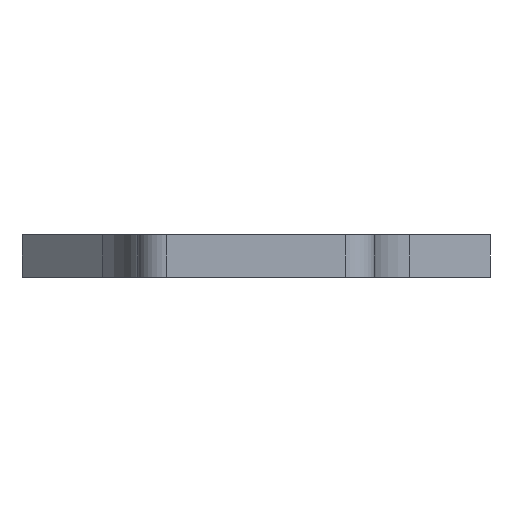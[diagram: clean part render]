
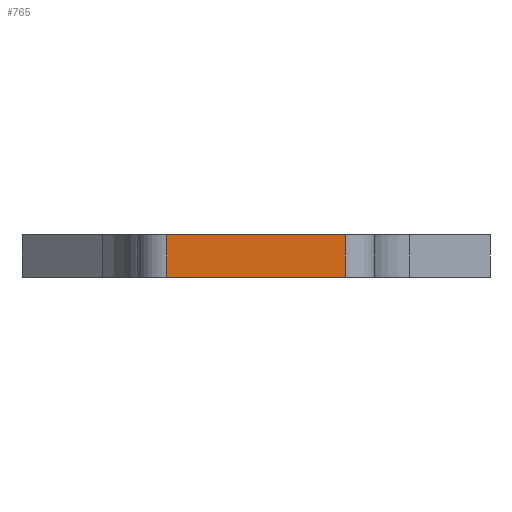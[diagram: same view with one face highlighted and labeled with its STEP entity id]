
A CAD part, front view. The second image highlights one B-rep face of the part: STEP entity #765.
In plain terms, the highlighted planar face has unit normal (0, -1, 0).
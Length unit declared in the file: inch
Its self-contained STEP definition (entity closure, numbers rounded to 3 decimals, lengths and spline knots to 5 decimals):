
#13 = FACE_OUTER_BOUND ( 'NONE', #631, .T. ) ;
#69 = LINE ( 'NONE', #407, #656 ) ;
#72 = ORIENTED_EDGE ( 'NONE', *, *, #378, .T. ) ;
#97 = LINE ( 'NONE', #437, #467 ) ;
#98 = EDGE_CURVE ( 'NONE', #659, #821, #292, .T. ) ;
#108 = CARTESIAN_POINT ( 'NONE',  ( 0.4375, 0., 0.09 ) ) ;
#181 = CARTESIAN_POINT ( 'NONE',  ( 0.4375, 0., 0.09 ) ) ;
#261 = VERTEX_POINT ( 'NONE', #444 ) ;
#271 = DIRECTION ( 'NONE',  ( -1., 0., 0. ) ) ;
#292 = LINE ( 'NONE', #636, #983 ) ;
#310 = VECTOR ( 'NONE', #517, 39.37008 ) ;
#351 = PLANE ( 'NONE',  #696 ) ;
#378 = EDGE_CURVE ( 'NONE', #261, #821, #942, .T. ) ;
#407 = CARTESIAN_POINT ( 'NONE',  ( 0., 0., 0. ) ) ;
#437 = CARTESIAN_POINT ( 'NONE',  ( 0.0625, 0., 0.09 ) ) ;
#444 = CARTESIAN_POINT ( 'NONE',  ( 0.4375, 0., 0. ) ) ;
#467 = VECTOR ( 'NONE', #788, 39.37008 ) ;
#517 = DIRECTION ( 'NONE',  ( 0., 0., 1. ) ) ;
#556 = ORIENTED_EDGE ( 'NONE', *, *, #660, .T. ) ;
#631 = EDGE_LOOP ( 'NONE', ( #556, #72, #842, #727 ) ) ;
#636 = CARTESIAN_POINT ( 'NONE',  ( 0., 0., 0.09 ) ) ;
#656 = VECTOR ( 'NONE', #761, 39.37008 ) ;
#659 = VERTEX_POINT ( 'NONE', #839 ) ;
#660 = EDGE_CURVE ( 'NONE', #737, #261, #69, .T. ) ;
#696 = AXIS2_PLACEMENT_3D ( 'NONE', #701, #1029, #271 ) ;
#701 = CARTESIAN_POINT ( 'NONE',  ( 0., 0., 0.09 ) ) ;
#727 = ORIENTED_EDGE ( 'NONE', *, *, #879, .T. ) ;
#737 = VERTEX_POINT ( 'NONE', #940 ) ;
#761 = DIRECTION ( 'NONE',  ( 1., 0., 0. ) ) ;
#765 = ADVANCED_FACE ( 'NONE', ( #13 ), #351, .F. ) ;
#788 = DIRECTION ( 'NONE',  ( 0., 0., -1. ) ) ;
#821 = VERTEX_POINT ( 'NONE', #108 ) ;
#839 = CARTESIAN_POINT ( 'NONE',  ( 0.0625, 0., 0.09 ) ) ;
#842 = ORIENTED_EDGE ( 'NONE', *, *, #98, .F. ) ;
#879 = EDGE_CURVE ( 'NONE', #659, #737, #97, .T. ) ;
#940 = CARTESIAN_POINT ( 'NONE',  ( 0.0625, 0., 0. ) ) ;
#942 = LINE ( 'NONE', #181, #310 ) ;
#970 = DIRECTION ( 'NONE',  ( 1., 0., 0. ) ) ;
#983 = VECTOR ( 'NONE', #970, 39.37008 ) ;
#1029 = DIRECTION ( 'NONE',  ( 0., 1., 0. ) ) ;
